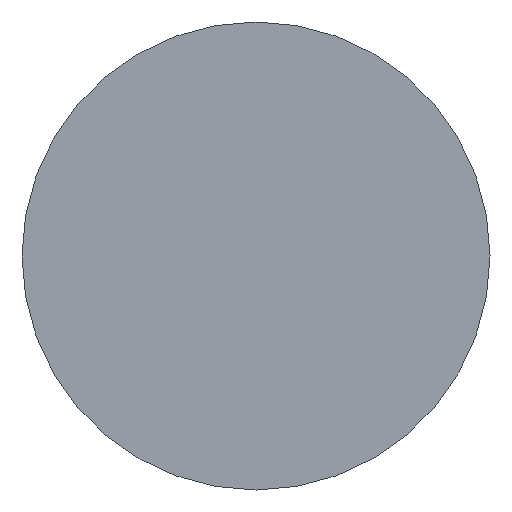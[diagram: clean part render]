
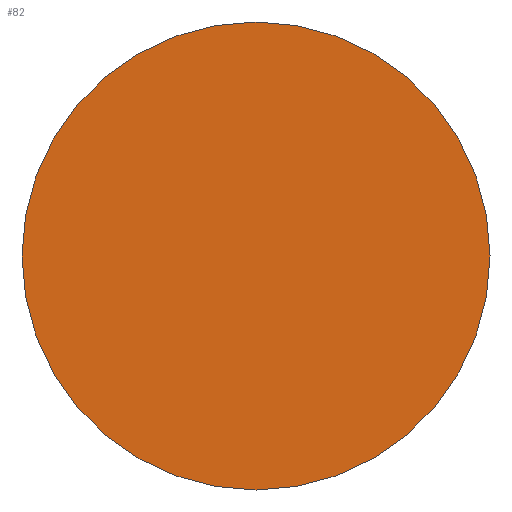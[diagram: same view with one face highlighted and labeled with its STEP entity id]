
A CAD part, front view. The second image highlights one B-rep face of the part: STEP entity #82.
In plain terms, the highlighted planar face has unit normal (0, -1, 0).
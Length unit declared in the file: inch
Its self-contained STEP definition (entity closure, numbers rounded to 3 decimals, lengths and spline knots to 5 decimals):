
#4 = CARTESIAN_POINT ( 'NONE',  ( 0.21473, 0.19914, 0.52258 ) ) ;
#9 = EDGE_CURVE ( 'NONE', #115, #126, #16, .T. ) ;
#16 = CIRCLE ( 'NONE', #20, 0.15748 ) ;
#20 = AXIS2_PLACEMENT_3D ( 'NONE', #4, #95, #109 ) ;
#21 = CARTESIAN_POINT ( 'NONE',  ( 0.21473, 0.19914, 0.68006 ) ) ;
#26 = DIRECTION ( 'NONE',  ( 0., -1., 0. ) ) ;
#43 = CIRCLE ( 'NONE', #58, 0.15748 ) ;
#44 = CARTESIAN_POINT ( 'NONE',  ( 0.21473, 0.19914, 0.3651 ) ) ;
#56 = ORIENTED_EDGE ( 'NONE', *, *, #9, .T. ) ;
#58 = AXIS2_PLACEMENT_3D ( 'NONE', #60, #100, #87 ) ;
#60 = CARTESIAN_POINT ( 'NONE',  ( 0.21473, 0.19914, 0.52258 ) ) ;
#77 = PLANE ( 'NONE',  #101 ) ;
#78 = EDGE_CURVE ( 'NONE', #126, #115, #43, .T. ) ;
#82 = ADVANCED_FACE ( 'NONE', ( #145 ), #77, .T. ) ;
#87 = DIRECTION ( 'NONE',  ( 0., 0., -1. ) ) ;
#95 = DIRECTION ( 'NONE',  ( 0., -1., 0. ) ) ;
#100 = DIRECTION ( 'NONE',  ( 0., -1., 0. ) ) ;
#101 = AXIS2_PLACEMENT_3D ( 'NONE', #127, #26, #116 ) ;
#109 = DIRECTION ( 'NONE',  ( 0., 0., -1. ) ) ;
#115 = VERTEX_POINT ( 'NONE', #21 ) ;
#116 = DIRECTION ( 'NONE',  ( 0., 0., -1. ) ) ;
#122 = EDGE_LOOP ( 'NONE', ( #132, #56 ) ) ;
#126 = VERTEX_POINT ( 'NONE', #44 ) ;
#127 = CARTESIAN_POINT ( 'NONE',  ( 0.21473, 0.19914, 0.52258 ) ) ;
#132 = ORIENTED_EDGE ( 'NONE', *, *, #78, .T. ) ;
#145 = FACE_OUTER_BOUND ( 'NONE', #122, .T. ) ;
